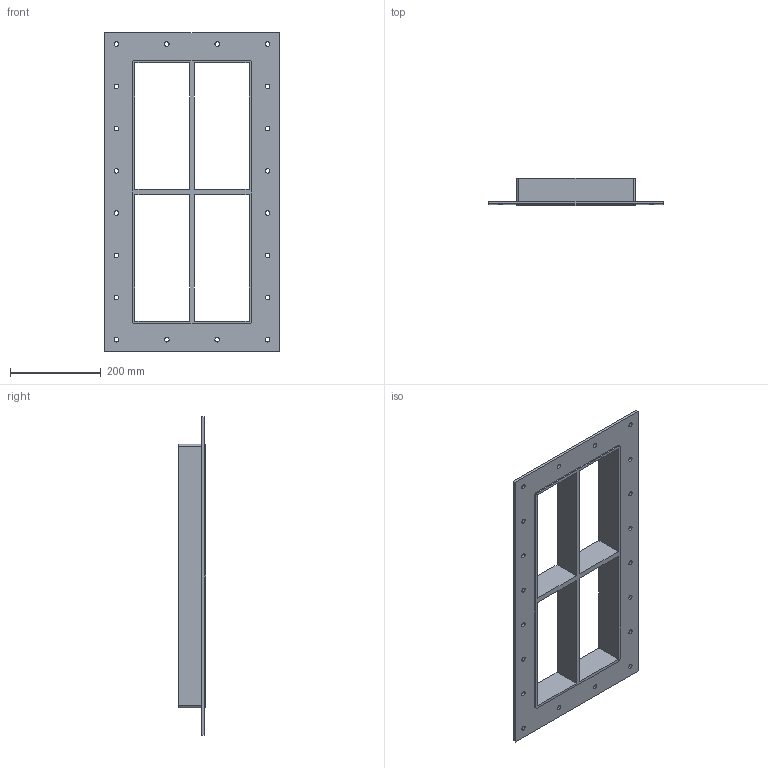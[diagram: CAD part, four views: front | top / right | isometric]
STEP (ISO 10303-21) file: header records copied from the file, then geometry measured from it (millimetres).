
FILE_DESCRIPTION((''),'2;1');
FILE_NAME('G B EX8+8X2.stp','2014-12-01T14:08:34',(''),(''),'Autodesk Inventor 2013','Autodesk Inventor 2013','');
FILE_SCHEMA(('AUTOMOTIVE_DESIGN { 1 0 10303 214 1 1 1 1 }'));
Length unit declared in the file: millimetre
Products named in the file (1): G B Ex
Bounding box: 383 x 60 x 700 mm (x, y, z)
Volume: 1794906.5 mm3; surface area: 563600.1 mm2
Topology: 1 solids, 1 shells, 60 faces, 188 edges, 132 vertices
Faces by surface type: plane 32, cylinder 28
Full cylindrical faces by diameter (mm): 10 x20
Entity records: 1970 total; most frequent: DIRECTION 326, CARTESIAN_POINT 321, ORIENTED_EDGE 296, EDGE_CURVE 148, EDGE_LOOP 130, AXIS2_PLACEMENT_3D 117, VERTEX_POINT 112, VECTOR 92
